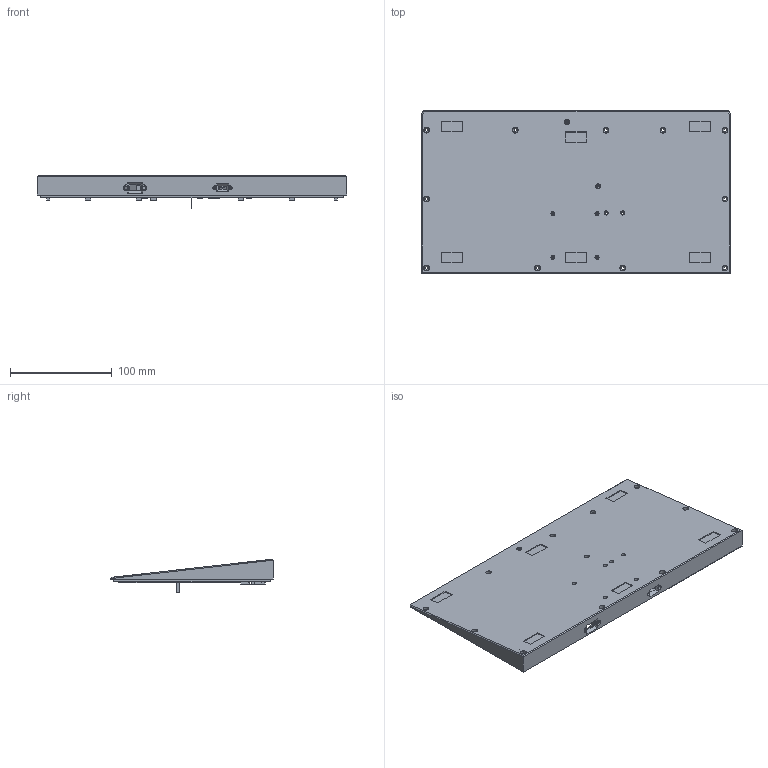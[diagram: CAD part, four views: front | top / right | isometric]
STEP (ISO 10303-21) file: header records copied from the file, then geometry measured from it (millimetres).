
FILE_DESCRIPTION(/* description */ (''),/* implementation_level */ '2;1');
FILE_NAME(/* name */ 'BottomStep.stp',/* time_stamp */ '2022-11-03T12:47:58+00:00',/* author */ ('benka'),/* organization */ (''),/* preprocessor_version */ 'ST-DEVELOPER v18.1',/* originating_system */ 'Autodesk Inventor 2022',/* authorisation */ '');
FILE_SCHEMA (('CONFIG_CONTROL_DESIGN'));
Length unit declared in the file: millimetre
Products named in the file (1): BottomStep
Bounding box: 303.6 x 159.53 x 32.93 mm (x, y, z)
Volume: 236442.6 mm3; surface area: 143862 mm2
Topology: 5 solids, 5 shells, 417 faces, 1042 edges, 686 vertices
Faces by surface type: plane 320, cylinder 77, cone 13, torus 4, bspline 3
Full cylindrical faces by diameter (mm): 2 x7, 2.05 x1, 2.5 x2, 2.9 x11, 3.7 x2, 4 x8, 4.5 x1, 5 x2, 5.519 x1, 5.549 x1, 5.6 x11, 5.9 x2, 6.5 x1, 8 x2, 8.392 x1, 10 x2
Entity records: 13030 total; most frequent: CARTESIAN_POINT 2310, ORIENTED_EDGE 2084, DIRECTION 2066, EDGE_CURVE 1042, LINE 826, VECTOR 826, VERTEX_POINT 686, AXIS2_PLACEMENT_3D 620
